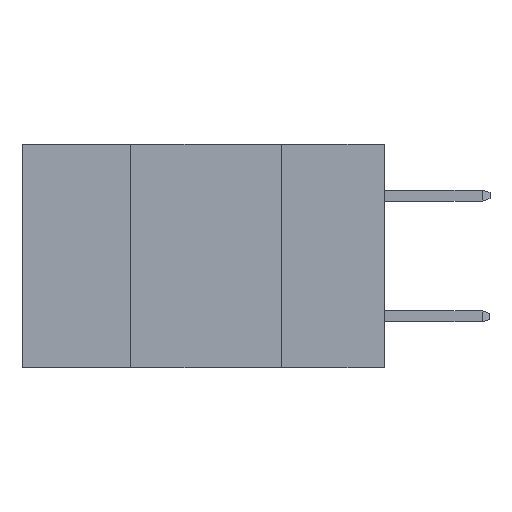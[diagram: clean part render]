
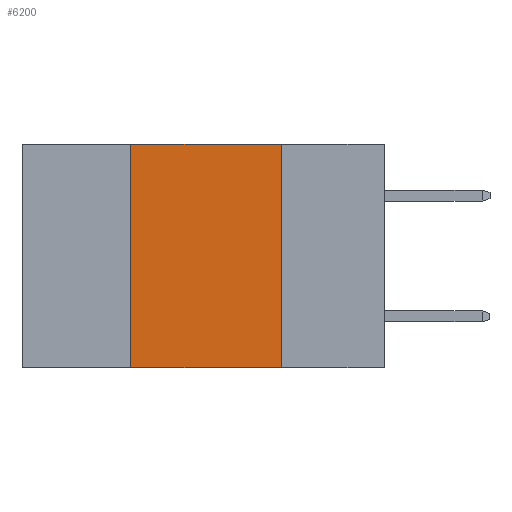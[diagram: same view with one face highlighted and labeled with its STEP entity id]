
A CAD part, left-side view. The second image highlights one B-rep face of the part: STEP entity #6200.
In plain terms, the highlighted planar face has unit normal (-1, 0, 0).
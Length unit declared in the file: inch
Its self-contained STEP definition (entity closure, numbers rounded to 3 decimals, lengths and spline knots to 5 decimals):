
#90 = ORIENTED_EDGE ( 'NONE', *, *, #4522, .F. ) ;
#400 = VECTOR ( 'NONE', #2891, 39.37008 ) ;
#623 = CARTESIAN_POINT ( 'NONE',  ( 0., 0.6, -0.37 ) ) ;
#897 = ORIENTED_EDGE ( 'NONE', *, *, #4584, .F. ) ;
#958 = EDGE_LOOP ( 'NONE', ( #1952, #897, #90, #3504 ) ) ;
#1193 = EDGE_CURVE ( 'NONE', #8344, #1811, #7494, .T. ) ;
#1196 = LINE ( 'NONE', #7951, #3592 ) ;
#1729 = DIRECTION ( 'NONE',  ( 0., 0., -1. ) ) ;
#1811 = VERTEX_POINT ( 'NONE', #5630 ) ;
#1952 = ORIENTED_EDGE ( 'NONE', *, *, #8879, .F. ) ;
#2155 = PLANE ( 'NONE',  #7445 ) ;
#2216 = DIRECTION ( 'NONE',  ( 1., 0., 0. ) ) ;
#2412 = CARTESIAN_POINT ( 'NONE',  ( 0., 0.6, 0. ) ) ;
#2665 = DIRECTION ( 'NONE',  ( 0., 0., -1. ) ) ;
#2891 = DIRECTION ( 'NONE',  ( 0., -1., 0. ) ) ;
#3504 = ORIENTED_EDGE ( 'NONE', *, *, #1193, .T. ) ;
#3592 = VECTOR ( 'NONE', #2665, 39.37008 ) ;
#3907 = VECTOR ( 'NONE', #7126, 39.37008 ) ;
#4522 = EDGE_CURVE ( 'NONE', #8344, #7859, #6287, .T. ) ;
#4584 = EDGE_CURVE ( 'NONE', #7859, #7252, #10310, .T. ) ;
#5630 = CARTESIAN_POINT ( 'NONE',  ( 0., 0.17, -0.37 ) ) ;
#5687 = CARTESIAN_POINT ( 'NONE',  ( 0., 0.42, 0. ) ) ;
#6144 = CARTESIAN_POINT ( 'NONE',  ( 0., 0.42, 0. ) ) ;
#6200 = ADVANCED_FACE ( 'NONE', ( #8035 ), #2155, .F. ) ;
#6287 = LINE ( 'NONE', #6144, #3907 ) ;
#6297 = CARTESIAN_POINT ( 'NONE',  ( 0., 0.42, -0.37 ) ) ;
#6443 = CARTESIAN_POINT ( 'NONE',  ( 0., 0.6, 0. ) ) ;
#6511 = DIRECTION ( 'NONE',  ( 0., -1., 0. ) ) ;
#7126 = DIRECTION ( 'NONE',  ( 0., 0., 1. ) ) ;
#7252 = VERTEX_POINT ( 'NONE', #10067 ) ;
#7445 = AXIS2_PLACEMENT_3D ( 'NONE', #2412, #2216, #1729 ) ;
#7494 = LINE ( 'NONE', #623, #400 ) ;
#7859 = VERTEX_POINT ( 'NONE', #5687 ) ;
#7951 = CARTESIAN_POINT ( 'NONE',  ( 0., 0.17, 0. ) ) ;
#8035 = FACE_OUTER_BOUND ( 'NONE', #958, .T. ) ;
#8055 = VECTOR ( 'NONE', #6511, 39.37008 ) ;
#8344 = VERTEX_POINT ( 'NONE', #6297 ) ;
#8879 = EDGE_CURVE ( 'NONE', #7252, #1811, #1196, .T. ) ;
#10067 = CARTESIAN_POINT ( 'NONE',  ( 0., 0.17, 0. ) ) ;
#10310 = LINE ( 'NONE', #6443, #8055 ) ;
